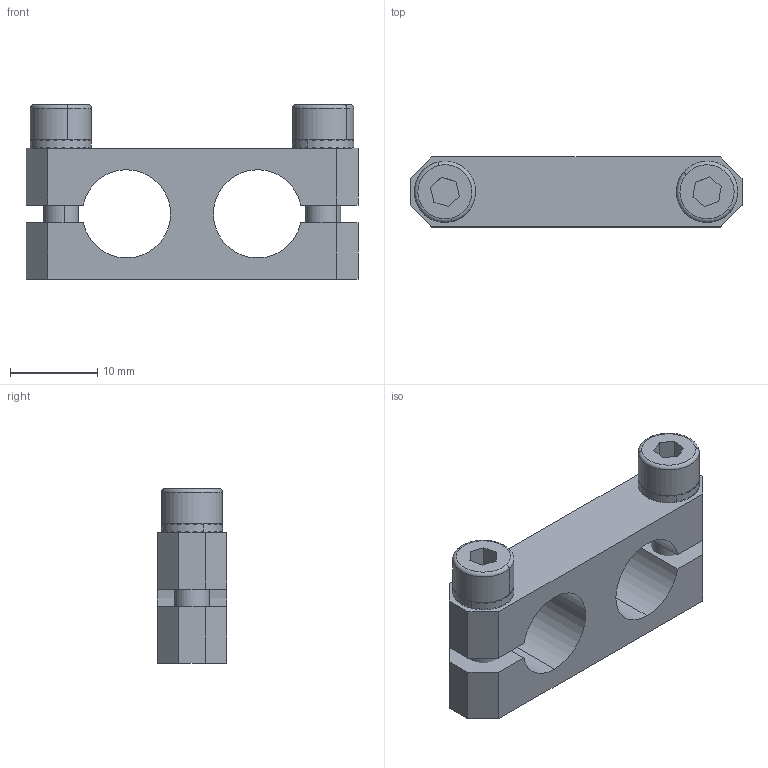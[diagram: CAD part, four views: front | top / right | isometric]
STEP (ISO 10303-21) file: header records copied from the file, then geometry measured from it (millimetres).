
FILE_DESCRIPTION (( 'STEP AP214' ), '1' );
FILE_NAME ('CA.PKS.1010.15.STEP', '2017-11-13T14:28:32', ( '' ), ( '' ), 'SwSTEP 2.0', 'SolidWorks 2017', '' );
FILE_SCHEMA (( 'AUTOMOTIVE_DESIGN' ));
Length unit declared in the file: millimetre
Products named in the file (4): PKS.1010.15; R.4.SCH - Da Eliminare; V.TCE4x12; CA.PKS.1010.15
Assembly tree (5 placements, depth 2):
  CA.PKS.1010.15
    V.TCE4x12  x2
    R.4.SCH - Da Eliminare  x2
    PKS.1010.15
Bounding box: 38 x 8 x 20 mm (x, y, z)
Volume: 3146.8 mm3; surface area: 3313.2 mm2
Topology: 5 solids, 5 shells, 466 faces, 1340 edges, 884 vertices
Faces by surface type: plane 424, cylinder 30, torus 8, cone 4
Entity records: 8418 total; most frequent: DIRECTION 1472, CARTESIAN_POINT 1450, ORIENTED_EDGE 1436, EDGE_CURVE 718, AXIS2_PLACEMENT_3D 496, VECTOR 480, LINE 480, VERTEX_POINT 474
